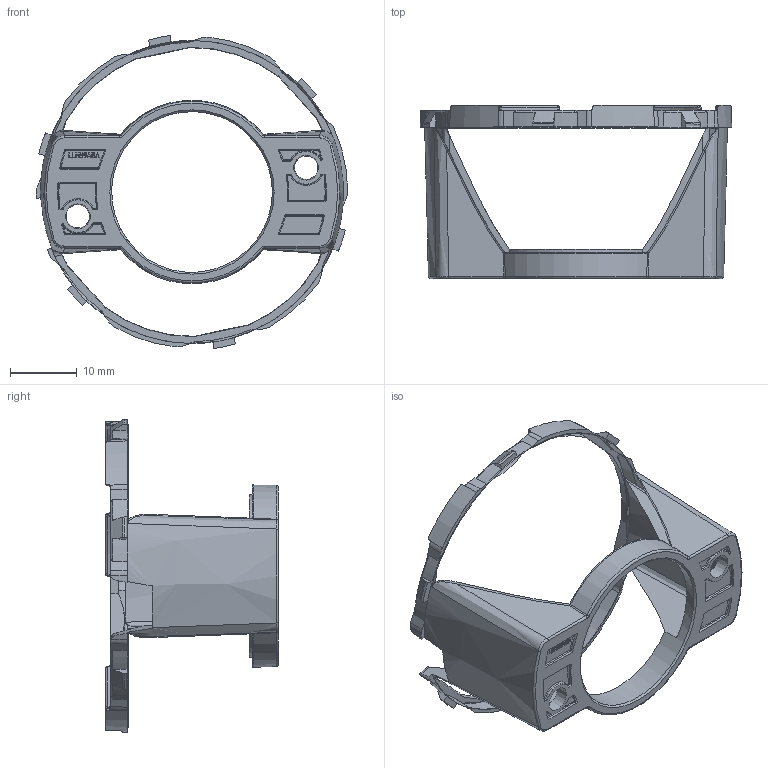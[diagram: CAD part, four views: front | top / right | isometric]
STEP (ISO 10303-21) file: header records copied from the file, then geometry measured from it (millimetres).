
FILE_DESCRIPTION(('STEP AP214'),'1');
FILE_NAME('230124_X75345_LLH59ABA_HOLDER_59_SLIM_NOPIN_INDA.stp','2023-02-02T10:05:21',(' '),(' '),'Spatial InterOp 3D',' ',' ');
FILE_SCHEMA(('AUTOMOTIVE_DESIGN { 1 0 10303 214 1 1 1 1 }'));
Length unit declared in the file: millimetre
Products named in the file (1): 230124_X75345_LLH59ABA_HOLDER_59_SLIM_NOPIN_INDA
Bounding box: 46.73 x 25.95 x 46.93 mm (x, y, z)
Surface area: 4287.2 mm2 (no closed solid volume)
Topology: 0 solids, 1 shells, 597 faces, 1564 edges, 972 vertices
Faces by surface type: plane 161, extrusion 119, bspline 95, cone 80, cylinder 62, sphere 43, torus 37
Entity records: 28948 total; most frequent: CARTESIAN_POINT 10887, ORIENTED_EDGE 3092, DIRECTION 2194, EDGE_CURVE 1546, VERTEX_POINT 970, AXIS2_PLACEMENT_3D 813, B_SPLINE_CURVE_WITH_KNOTS 781, EDGE_LOOP 628
